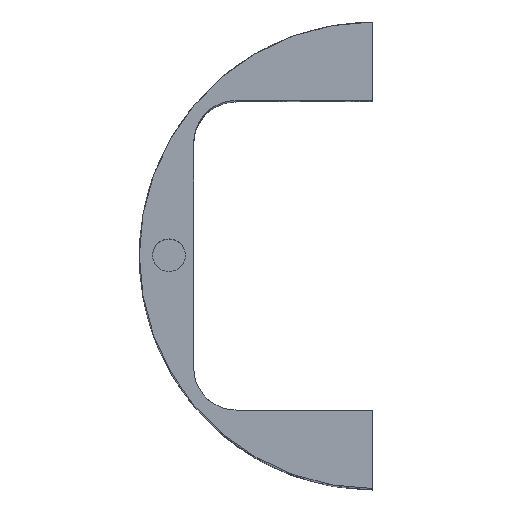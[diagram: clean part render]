
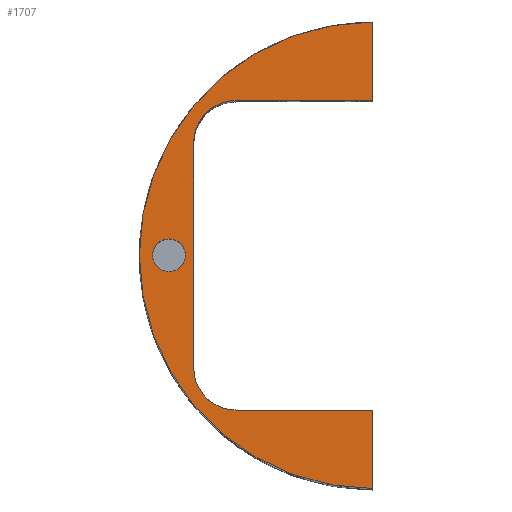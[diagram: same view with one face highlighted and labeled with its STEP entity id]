
A CAD part, top view. The second image highlights one B-rep face of the part: STEP entity #1707.
In plain terms, the highlighted planar face has unit normal (0, 0, 1).
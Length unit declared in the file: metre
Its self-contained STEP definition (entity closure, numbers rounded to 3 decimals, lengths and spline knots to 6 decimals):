
#70=PLANE('',#1872);
#72=CIRCLE('',#1781,0.0275);
#73=CIRCLE('',#1783,0.005);
#78=CIRCLE('',#1793,0.005);
#83=CIRCLE('',#1810,0.001925);
#126=LINE('',#3182,#204);
#132=LINE('',#3196,#210);
#172=LINE('',#3411,#250);
#175=LINE('',#3437,#253);
#177=LINE('',#3470,#255);
#204=VECTOR('',#1975,1.);
#210=VECTOR('',#1987,1.);
#250=VECTOR('',#2103,1.);
#253=VECTOR('',#2150,1.);
#255=VECTOR('',#2194,1.);
#543=ORIENTED_EDGE('',*,*,#871,.F.);
#544=ORIENTED_EDGE('',*,*,#778,.T.);
#545=ORIENTED_EDGE('',*,*,#815,.T.);
#546=ORIENTED_EDGE('',*,*,#911,.F.);
#547=ORIENTED_EDGE('',*,*,#841,.F.);
#548=ORIENTED_EDGE('',*,*,#888,.F.);
#549=ORIENTED_EDGE('',*,*,#784,.T.);
#550=ORIENTED_EDGE('',*,*,#933,.T.);
#551=ORIENTED_EDGE('',*,*,#808,.T.);
#778=EDGE_CURVE('',#1005,#1004,#72,.T.);
#784=EDGE_CURVE('',#1011,#1010,#73,.F.);
#808=EDGE_CURVE('',#1033,#1005,#126,.T.);
#815=EDGE_CURVE('',#1004,#1038,#132,.T.);
#841=EDGE_CURVE('',#1063,#1064,#78,.T.);
#871=EDGE_CURVE('',#1085,#1085,#83,.T.);
#888=EDGE_CURVE('',#1011,#1063,#172,.T.);
#911=EDGE_CURVE('',#1064,#1038,#175,.T.);
#933=EDGE_CURVE('',#1010,#1033,#177,.T.);
#1004=VERTEX_POINT('',#3045);
#1005=VERTEX_POINT('',#3047);
#1010=VERTEX_POINT('',#3071);
#1011=VERTEX_POINT('',#3073);
#1033=VERTEX_POINT('',#3180);
#1038=VERTEX_POINT('',#3195);
#1063=VERTEX_POINT('',#3313);
#1064=VERTEX_POINT('',#3315);
#1085=VERTEX_POINT('',#3378);
#1297=EDGE_LOOP('',(#543));
#1298=EDGE_LOOP('',(#544,#545,#546,#547,#548,#549,#550,#551));
#1511=FACE_BOUND('',#1297,.T.);
#1512=FACE_BOUND('',#1298,.T.);
#1707=ADVANCED_FACE('',(#1511,#1512),#70,.T.);
#1781=AXIS2_PLACEMENT_3D('',#3046,#1948,#1949);
#1783=AXIS2_PLACEMENT_3D('',#3072,#1955,#1956);
#1793=AXIS2_PLACEMENT_3D('',#3314,#2008,#2009);
#1810=AXIS2_PLACEMENT_3D('',#3377,#2067,#2068);
#1872=AXIS2_PLACEMENT_3D('',#3472,#2197,#2198);
#1948=DIRECTION('',(0.,0.,1.));
#1949=DIRECTION('',(1.,0.,0.));
#1955=DIRECTION('',(0.,0.,1.));
#1956=DIRECTION('',(1.,0.,0.));
#1975=DIRECTION('',(0.,1.,0.));
#1987=DIRECTION('',(0.,1.,0.));
#2008=DIRECTION('',(0.,0.,1.));
#2009=DIRECTION('',(1.,0.,0.));
#2067=DIRECTION('',(0.,0.,1.));
#2068=DIRECTION('',(-0.5,0.866,0.));
#2103=DIRECTION('',(0.,-1.,0.));
#2150=DIRECTION('',(1.,0.,0.));
#2194=DIRECTION('',(1.,0.,0.));
#2197=DIRECTION('',(0.,0.,1.));
#2198=DIRECTION('',(1.,0.,0.));
#3045=CARTESIAN_POINT('',(0.,-0.0275,0.107));
#3046=CARTESIAN_POINT('',(0.,0.,0.107));
#3047=CARTESIAN_POINT('',(0.,0.0275,0.107));
#3071=CARTESIAN_POINT('',(-0.0161,0.01825,0.107));
#3072=CARTESIAN_POINT('',(-0.0161,0.01325,0.107));
#3073=CARTESIAN_POINT('',(-0.0211,0.01325,0.107));
#3180=CARTESIAN_POINT('',(0.,0.01825,0.107));
#3182=CARTESIAN_POINT('',(0.,0.,0.107));
#3195=CARTESIAN_POINT('',(0.,-0.01825,0.107));
#3196=CARTESIAN_POINT('',(0.,0.,0.107));
#3313=CARTESIAN_POINT('',(-0.0211,-0.01325,0.107));
#3314=CARTESIAN_POINT('',(-0.0161,-0.01325,0.107));
#3315=CARTESIAN_POINT('',(-0.0161,-0.01825,0.107));
#3377=CARTESIAN_POINT('',(-0.024,0.,0.107));
#3378=CARTESIAN_POINT('',(-0.024963,0.001667,0.107));
#3411=CARTESIAN_POINT('',(-0.0211,0.,0.107));
#3437=CARTESIAN_POINT('',(0.,-0.01825,0.107));
#3470=CARTESIAN_POINT('',(0.,0.01825,0.107));
#3472=CARTESIAN_POINT('',(0.,0.,0.107));
